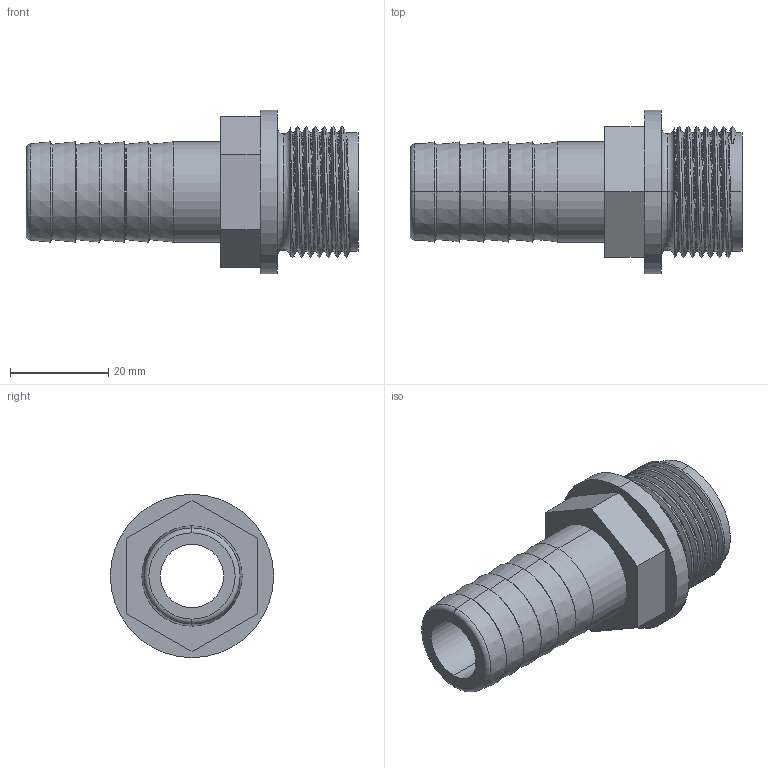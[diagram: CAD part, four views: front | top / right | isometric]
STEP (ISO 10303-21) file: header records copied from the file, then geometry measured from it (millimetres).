
FILE_DESCRIPTION (( 'STEP AP203' ), '1' );
FILE_NAME ('00130_0520.STEP', '2017-05-08T13:47:53', ( '' ), ( '' ), 'SwSTEP 2.0', 'SolidWorks 2011', '' );
FILE_SCHEMA (( 'CONFIG_CONTROL_DESIGN' ));
Length unit declared in the file: millimetre
Products named in the file (1): 00130_0520
Bounding box: 67.5 x 33.2 x 33.2 mm (x, y, z)
Volume: 16697.1 mm3; surface area: 10257.8 mm2
Topology: 1 solids, 1 shells, 91 faces, 206 edges, 126 vertices
Faces by surface type: torus 31, cylinder 22, plane 19, cone 14, bspline 5
Entity records: 5799 total; most frequent: CARTESIAN_POINT 3726, DIRECTION 444, ORIENTED_EDGE 412, EDGE_CURVE 206, AXIS2_PLACEMENT_3D 195, VERTEX_POINT 126, CIRCLE 108, EDGE_LOOP 102
